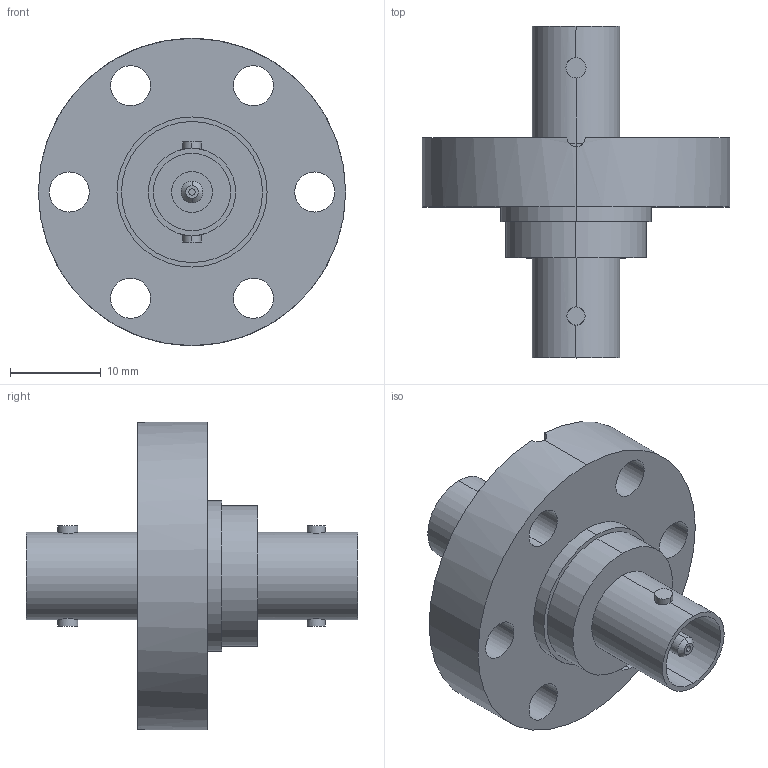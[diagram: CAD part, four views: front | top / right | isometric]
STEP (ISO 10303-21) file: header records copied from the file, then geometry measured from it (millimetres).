
FILE_DESCRIPTION (( 'STEP AP214' ), '1' );
FILE_NAME ('242-BNCDF50-C16.step', '2025-02-18T20:46:01', ( '' ), ( '' ), 'SwSTEP 2.0', 'SolidWorks 2022', '' );
FILE_SCHEMA (( 'AUTOMOTIVE_DESIGN' ));
Length unit declared in the file: millimetre
Products named in the file (5): 9242-BNCDF50-IFW-1; 242-BNCDF50-C16; 9242-BNCDF50-IFW-2; 419-CF16-WX2_Bearb. auf 16.5; 242-BNCDF50-I
Assembly tree (4 placements, depth 3):
  242-BNCDF50-C16
    419-CF16-WX2_Bearb. auf 16.5
    242-BNCDF50-I
      9242-BNCDF50-IFW-1
      9242-BNCDF50-IFW-2
Bounding box: 33.8 x 36.5 x 33.8 mm (x, y, z)
Volume: 6314.6 mm3; surface area: 6587.7 mm2
Topology: 3 solids, 3 shells, 86 faces, 192 edges, 122 vertices
Faces by surface type: cylinder 54, plane 22, cone 8, torus 2
Entity records: 2874 total; most frequent: CARTESIAN_POINT 616, DIRECTION 472, ORIENTED_EDGE 384, AXIS2_PLACEMENT_3D 202, EDGE_CURVE 192, VERTEX_POINT 122, EDGE_LOOP 112, CIRCLE 108
